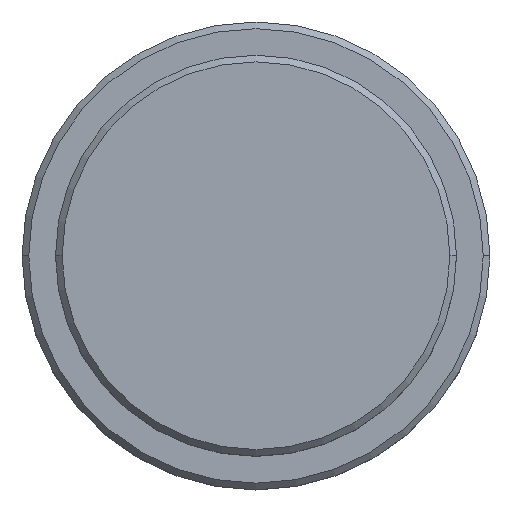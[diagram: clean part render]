
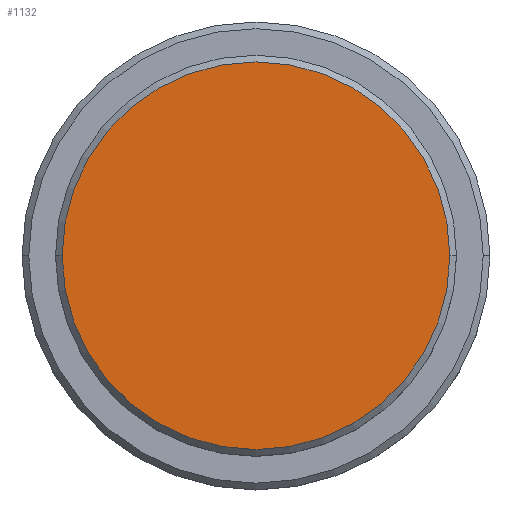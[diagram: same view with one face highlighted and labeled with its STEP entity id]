
A CAD part, top view. The second image highlights one B-rep face of the part: STEP entity #1132.
In plain terms, the highlighted planar face has unit normal (0, 0, 1).
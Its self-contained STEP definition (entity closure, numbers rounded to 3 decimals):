
#36 = CIRCLE ( 'NONE', #1324, 14.5 ) ;
#56 = EDGE_CURVE ( 'NONE', #219, #1176, #36, .T. ) ;
#182 = CIRCLE ( 'NONE', #976, 14.5 ) ;
#219 = VERTEX_POINT ( 'NONE', #678 ) ;
#259 = ORIENTED_EDGE ( 'NONE', *, *, #56, .T. ) ;
#379 = DIRECTION ( 'NONE',  ( 1., 0., 0. ) ) ;
#382 = AXIS2_PLACEMENT_3D ( 'NONE', #1263, #1068, #591 ) ;
#403 = FACE_OUTER_BOUND ( 'NONE', #795, .T. ) ;
#536 = CARTESIAN_POINT ( 'NONE',  ( 0., 0., 0. ) ) ;
#550 = DIRECTION ( 'NONE',  ( 0., 0., 1. ) ) ;
#591 = DIRECTION ( 'NONE',  ( 1., 0., 0. ) ) ;
#678 = CARTESIAN_POINT ( 'NONE',  ( 14.5, 0., 0. ) ) ;
#795 = EDGE_LOOP ( 'NONE', ( #946, #259 ) ) ;
#910 = CARTESIAN_POINT ( 'NONE',  ( 0., 0., 0. ) ) ;
#946 = ORIENTED_EDGE ( 'NONE', *, *, #1230, .T. ) ;
#976 = AXIS2_PLACEMENT_3D ( 'NONE', #536, #550, #1002 ) ;
#1002 = DIRECTION ( 'NONE',  ( 1., 0., 0. ) ) ;
#1068 = DIRECTION ( 'NONE',  ( 0., 0., 1. ) ) ;
#1132 = ADVANCED_FACE ( 'NONE', ( #403 ), #1168, .T. ) ;
#1138 = DIRECTION ( 'NONE',  ( 0., 0., 1. ) ) ;
#1168 = PLANE ( 'NONE',  #382 ) ;
#1172 = CARTESIAN_POINT ( 'NONE',  ( -14.5, 0., 0. ) ) ;
#1176 = VERTEX_POINT ( 'NONE', #1172 ) ;
#1230 = EDGE_CURVE ( 'NONE', #1176, #219, #182, .T. ) ;
#1263 = CARTESIAN_POINT ( 'NONE',  ( 0., 0., 0. ) ) ;
#1324 = AXIS2_PLACEMENT_3D ( 'NONE', #910, #1138, #379 ) ;
